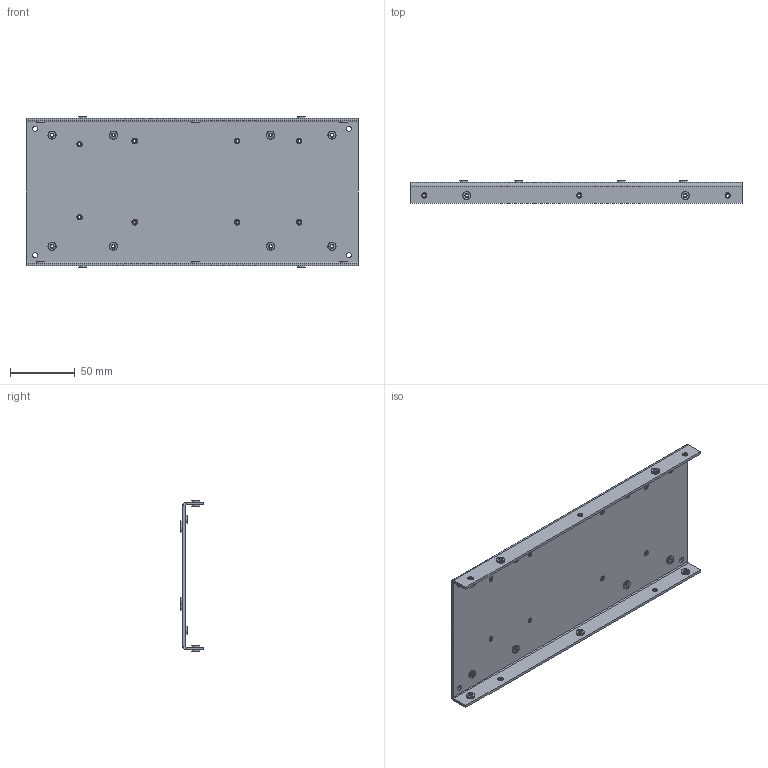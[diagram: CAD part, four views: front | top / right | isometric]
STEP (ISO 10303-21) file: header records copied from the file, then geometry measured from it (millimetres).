
FILE_DESCRIPTION (( 'STEP AP203' ), '1' );
FILE_NAME ('BOTTOMPLATE(B).STEP', '2021-03-15T13:11:08', ( ' ' ), ( '' ), 'SwSTEP 2.0', 'SolidWorks 2011', '' );
FILE_SCHEMA (( 'CONFIG_CONTROL_DESIGN' ));
Length unit declared in the file: millimetre
Products named in the file (4): BOTTOMPLATE(B); CLSM2.5-2; Copy of FRAME; CLSM3-2
Assembly tree (27 placements, depth 2):
  BOTTOMPLATE(B)
    CLSM2.5-2  x8
    CLSM3-2  x18
    Copy of FRAME
Bounding box: 257 x 17.5 x 117 mm (x, y, z)
Volume: 72836.2 mm3; surface area: 77183.4 mm2
Topology: 27 solids, 27 shells, 2574 faces, 7080 edges, 4628 vertices
Faces by surface type: cylinder 2228, cone 208, plane 138
Entity records: 10298 total; most frequent: DIRECTION 1844, CARTESIAN_POINT 1554, ORIENTED_EDGE 1512, AXIS2_PLACEMENT_3D 782, EDGE_CURVE 756, VERTEX_POINT 492, CIRCLE 476, EDGE_LOOP 346
